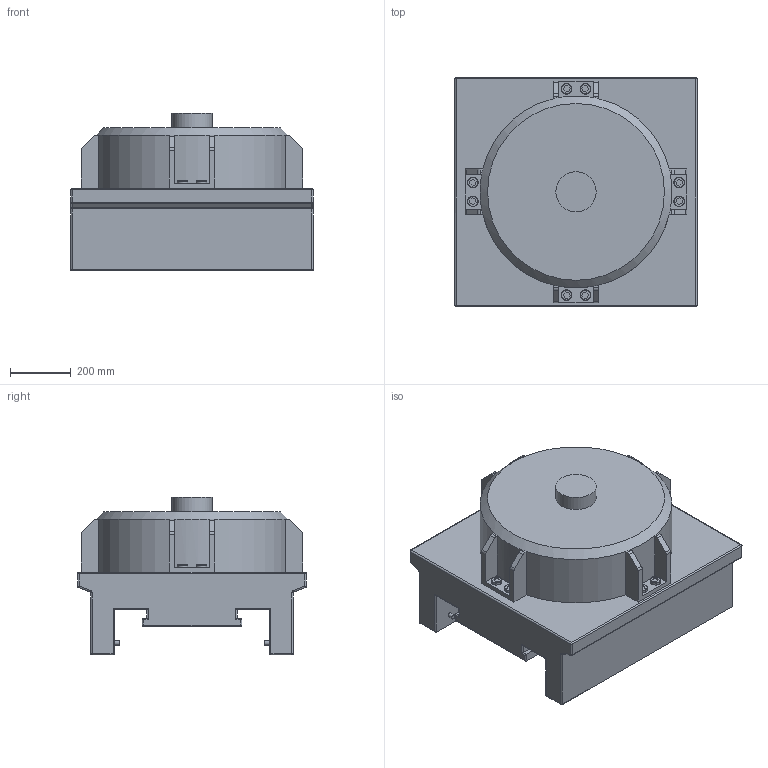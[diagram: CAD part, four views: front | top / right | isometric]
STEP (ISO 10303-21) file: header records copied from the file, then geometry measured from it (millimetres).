
FILE_DESCRIPTION(/* description */ ('STEP AP214'),/* implementation_level */ '2;1');
FILE_NAME(/* name */ '632f4382e78f7d4bf8e85509',/* time_stamp */ '2022-09-24T17:50:59+00:00',/* author */ (''),/* organization */ (''),/* preprocessor_version */ 'ST-DEVELOPER v18.102',/* originating_system */ ' ',/* authorisation */ ' ');
FILE_SCHEMA (('AUTOMOTIVE_DESIGN {1 0 10303 214 3 1 1}'));
Length unit declared in the file: metre
Products named in the file (1): Base
Bounding box: 800 x 755.84 x 520.99 mm (x, y, z)
Volume: 167849906.8 mm3; surface area: 2775451.6 mm2
Topology: 1 solids, 1 shells, 254 faces, 608 edges, 372 vertices
Faces by surface type: plane 138, cylinder 91, torus 12, bspline 12, cone 1
Full cylindrical faces by diameter (mm): 14.898 x2, 15 x6, 15.196 x2, 34.969 x8, 132.781 x1
Entity records: 7589 total; most frequent: CARTESIAN_POINT 1966, DIRECTION 1144, ORIENTED_EDGE 1102, EDGE_CURVE 551, AXIS2_PLACEMENT_3D 386, LINE 372, VECTOR 372, VERTEX_POINT 355
